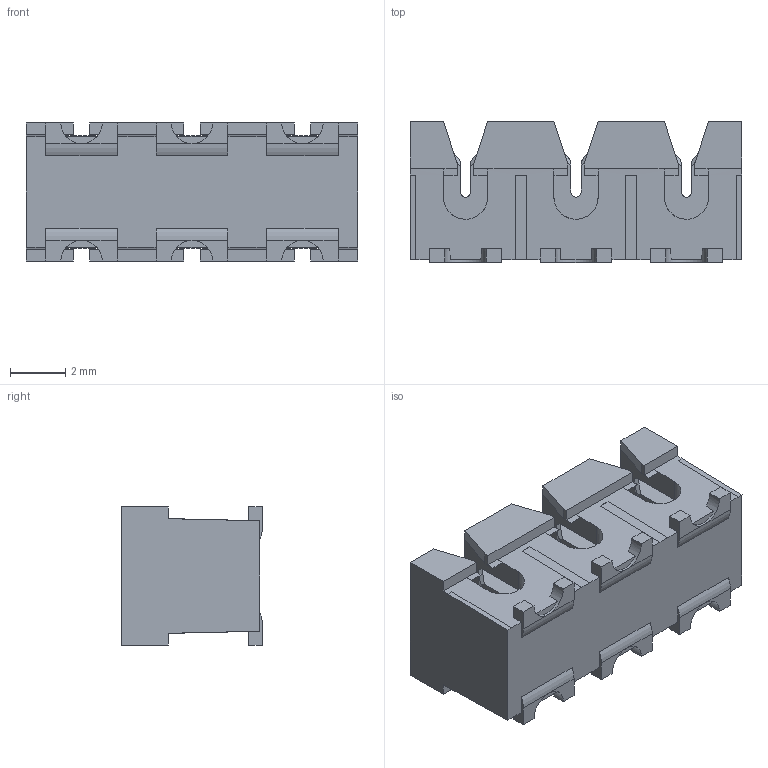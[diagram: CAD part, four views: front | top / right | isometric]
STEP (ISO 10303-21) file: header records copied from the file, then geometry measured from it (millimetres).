
FILE_DESCRIPTION (( 'STEP AP214' ), '1' );
FILE_NAME ('AVX-00-9176-003-032-906.STEP', '2019-03-14T15:58:11', ( '' ), ( '' ), 'SwSTEP 2.0', 'SolidWorks 2019', '' );
FILE_SCHEMA (( 'AUTOMOTIVE_DESIGN' ));
Length unit declared in the file: millimetre
Products named in the file (2): AVX-00-9176-003-032-906_00-9176-003-032-X06; AVX-00-9176-003-032-906
Assembly tree (1 placements, depth 2):
  AVX-00-9176-003-032-906
    AVX-00-9176-003-032-906_00-9176-003-032-X06
Bounding box: 12 x 5.1 x 5 mm (x, y, z)
Volume: 203.6 mm3; surface area: 391 mm2
Topology: 1 solids, 1 shells, 251 faces, 726 edges, 477 vertices
Faces by surface type: plane 209, cylinder 42
Entity records: 8199 total; most frequent: CARTESIAN_POINT 1620, ORIENTED_EDGE 1452, DIRECTION 1251, EDGE_CURVE 726, LINE 603, VECTOR 603, VERTEX_POINT 477, AXIS2_PLACEMENT_3D 324
